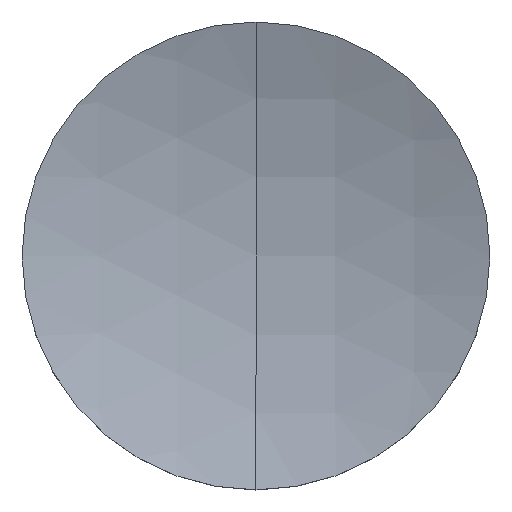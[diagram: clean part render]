
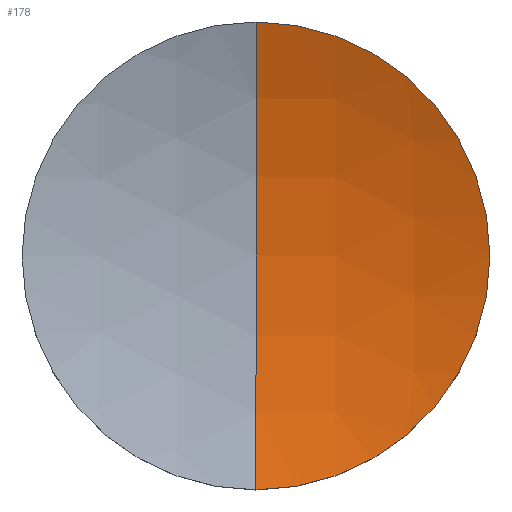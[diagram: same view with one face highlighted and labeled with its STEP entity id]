
A CAD part, top view. The second image highlights one B-rep face of the part: STEP entity #178.
In plain terms, the highlighted spherical face has radius 77.19 mm.
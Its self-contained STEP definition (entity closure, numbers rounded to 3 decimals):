
#1 = CARTESIAN_POINT ( 'NONE',  ( 0., 0., 77.041 ) ) ;
#2 = AXIS2_PLACEMENT_3D ( 'NONE', #1, #9, #8 ) ;
#3 = CIRCLE ( 'NONE', #2, 77.19 ) ;
#8 = DIRECTION ( 'NONE',  ( 0., -1., 0. ) ) ;
#9 = DIRECTION ( 'NONE',  ( -1., 0., 0. ) ) ;
#56 = CARTESIAN_POINT ( 'NONE',  ( 0., -25.4, 4.149 ) ) ;
#57 = CARTESIAN_POINT ( 'NONE',  ( 0., 0., -0.149 ) ) ;
#68 = CARTESIAN_POINT ( 'NONE',  ( 0., 25.4, 4.149 ) ) ;
#69 = DIRECTION ( 'NONE',  ( 0., 1., 0. ) ) ;
#86 = CARTESIAN_POINT ( 'NONE',  ( 0., 0., 77.041 ) ) ;
#87 = AXIS2_PLACEMENT_3D ( 'NONE', #86, #89, #69 ) ;
#88 = FACE_OUTER_BOUND ( 'NONE', #182, .T. ) ;
#89 = DIRECTION ( 'NONE',  ( -1., 0., 0. ) ) ;
#91 = SPHERICAL_SURFACE ( 'NONE', #87, 77.19 ) ;
#92 = CARTESIAN_POINT ( 'NONE',  ( 25.4, 0., 4.149 ) ) ;
#130 = ORIENTED_EDGE ( 'NONE', *, *, #145, .T. ) ;
#132 = ORIENTED_EDGE ( 'NONE', *, *, #155, .T. ) ;
#133 = ORIENTED_EDGE ( 'NONE', *, *, #141, .T. ) ;
#141 = EDGE_CURVE ( 'NONE', #175, #179, #212, .T. ) ;
#145 = EDGE_CURVE ( 'NONE', #179, #183, #240, .T. ) ;
#147 = ORIENTED_EDGE ( 'NONE', *, *, #150, .F. ) ;
#150 = EDGE_CURVE ( 'NONE', #174, #183, #242, .T. ) ;
#155 = EDGE_CURVE ( 'NONE', #174, #175, #3, .T. ) ;
#174 = VERTEX_POINT ( 'NONE', #57 ) ;
#175 = VERTEX_POINT ( 'NONE', #56 ) ;
#178 = ADVANCED_FACE ( 'NONE', ( #88 ), #91, .F. ) ;
#179 = VERTEX_POINT ( 'NONE', #92 ) ;
#182 = EDGE_LOOP ( 'NONE', ( #147, #132, #133, #130 ) ) ;
#183 = VERTEX_POINT ( 'NONE', #68 ) ;
#198 = DIRECTION ( 'NONE',  ( 1., 0., 0. ) ) ;
#199 = DIRECTION ( 'NONE',  ( 0., 0., 1. ) ) ;
#200 = CARTESIAN_POINT ( 'NONE',  ( 0., 0., 4.149 ) ) ;
#201 = AXIS2_PLACEMENT_3D ( 'NONE', #200, #199, #198 ) ;
#212 = CIRCLE ( 'NONE', #201, 25.4 ) ;
#236 = DIRECTION ( 'NONE',  ( 1., 0., 0. ) ) ;
#237 = DIRECTION ( 'NONE',  ( 0., 0., 1. ) ) ;
#238 = CARTESIAN_POINT ( 'NONE',  ( 0., 0., 4.149 ) ) ;
#239 = AXIS2_PLACEMENT_3D ( 'NONE', #238, #237, #236 ) ;
#240 = CIRCLE ( 'NONE', #239, 25.4 ) ;
#242 = CIRCLE ( 'NONE', #261, 77.19 ) ;
#258 = DIRECTION ( 'NONE',  ( 0., 0., -1. ) ) ;
#259 = DIRECTION ( 'NONE',  ( 1., 0., 0. ) ) ;
#260 = CARTESIAN_POINT ( 'NONE',  ( 0., 0., 77.041 ) ) ;
#261 = AXIS2_PLACEMENT_3D ( 'NONE', #260, #259, #258 ) ;
